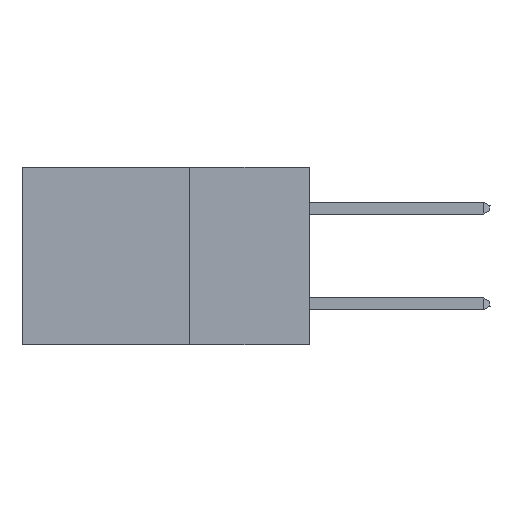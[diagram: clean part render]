
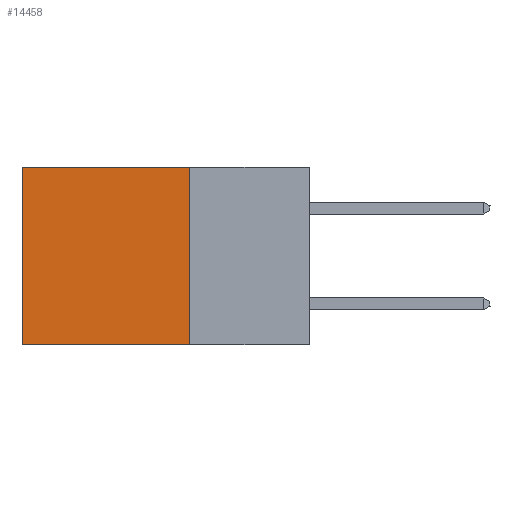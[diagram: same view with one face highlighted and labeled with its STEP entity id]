
A CAD part, left-side view. The second image highlights one B-rep face of the part: STEP entity #14458.
In plain terms, the highlighted planar face has unit normal (-1, 0, 0).
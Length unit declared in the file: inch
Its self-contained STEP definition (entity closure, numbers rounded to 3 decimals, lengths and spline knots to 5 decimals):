
#512 = VERTEX_POINT ( 'NONE', #7088 ) ;
#1084 = DIRECTION ( 'NONE',  ( 0., 0., -1. ) ) ;
#1786 = VERTEX_POINT ( 'NONE', #14743 ) ;
#1830 = ORIENTED_EDGE ( 'NONE', *, *, #8745, .F. ) ;
#2705 = AXIS2_PLACEMENT_3D ( 'NONE', #17821, #10916, #1084 ) ;
#3055 = VECTOR ( 'NONE', #14457, 39.37008 ) ;
#4271 = VECTOR ( 'NONE', #4557, 39.37008 ) ;
#4471 = LINE ( 'NONE', #10359, #4271 ) ;
#4557 = DIRECTION ( 'NONE',  ( 0., 0., -1. ) ) ;
#4706 = CARTESIAN_POINT ( 'NONE',  ( 0.2875, 0.25, -0.37 ) ) ;
#6026 = FACE_OUTER_BOUND ( 'NONE', #8631, .T. ) ;
#6953 = DIRECTION ( 'NONE',  ( 0., 0., -1. ) ) ;
#7088 = CARTESIAN_POINT ( 'NONE',  ( 0.2875, 0.25, -0.37 ) ) ;
#7203 = LINE ( 'NONE', #12815, #10049 ) ;
#8103 = PLANE ( 'NONE',  #2705 ) ;
#8591 = CARTESIAN_POINT ( 'NONE',  ( 0.2875, 0.6, 0. ) ) ;
#8631 = EDGE_LOOP ( 'NONE', ( #11884, #12032, #1830, #14050 ) ) ;
#8728 = DIRECTION ( 'NONE',  ( 0., 1., 0. ) ) ;
#8745 = EDGE_CURVE ( 'NONE', #1786, #512, #7203, .T. ) ;
#8826 = EDGE_CURVE ( 'NONE', #512, #9453, #17424, .T. ) ;
#9453 = VERTEX_POINT ( 'NONE', #16982 ) ;
#10049 = VECTOR ( 'NONE', #6953, 39.37008 ) ;
#10359 = CARTESIAN_POINT ( 'NONE',  ( 0.2875, 0.6, 0. ) ) ;
#10376 = VECTOR ( 'NONE', #8728, 39.37008 ) ;
#10916 = DIRECTION ( 'NONE',  ( 1., 0., 0. ) ) ;
#11007 = LINE ( 'NONE', #14316, #10376 ) ;
#11884 = ORIENTED_EDGE ( 'NONE', *, *, #12279, .T. ) ;
#12032 = ORIENTED_EDGE ( 'NONE', *, *, #8826, .F. ) ;
#12279 = EDGE_CURVE ( 'NONE', #15162, #9453, #4471, .T. ) ;
#12815 = CARTESIAN_POINT ( 'NONE',  ( 0.2875, 0.25, 0. ) ) ;
#14050 = ORIENTED_EDGE ( 'NONE', *, *, #14719, .T. ) ;
#14316 = CARTESIAN_POINT ( 'NONE',  ( 0.2875, 0.25, 0. ) ) ;
#14457 = DIRECTION ( 'NONE',  ( 0., 1., 0. ) ) ;
#14458 = ADVANCED_FACE ( 'NONE', ( #6026 ), #8103, .F. ) ;
#14719 = EDGE_CURVE ( 'NONE', #1786, #15162, #11007, .T. ) ;
#14743 = CARTESIAN_POINT ( 'NONE',  ( 0.2875, 0.25, 0. ) ) ;
#15162 = VERTEX_POINT ( 'NONE', #8591 ) ;
#16982 = CARTESIAN_POINT ( 'NONE',  ( 0.2875, 0.6, -0.37 ) ) ;
#17424 = LINE ( 'NONE', #4706, #3055 ) ;
#17821 = CARTESIAN_POINT ( 'NONE',  ( 0.2875, 0.25, 0. ) ) ;
